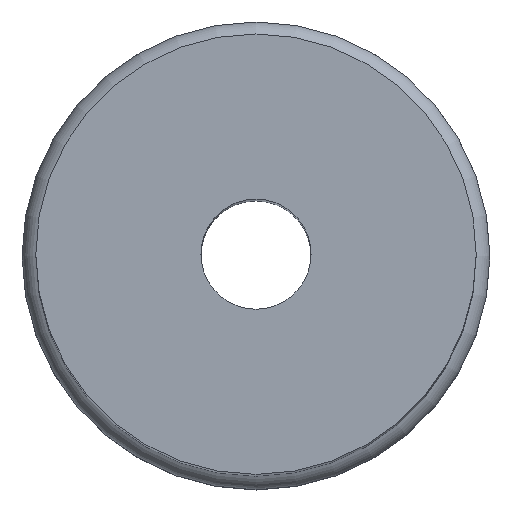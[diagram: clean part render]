
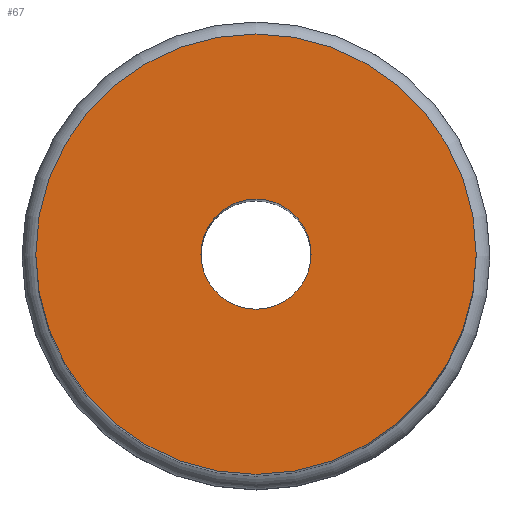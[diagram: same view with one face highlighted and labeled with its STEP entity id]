
A CAD part, top view. The second image highlights one B-rep face of the part: STEP entity #67.
In plain terms, the highlighted planar face has unit normal (0, 0, 1).
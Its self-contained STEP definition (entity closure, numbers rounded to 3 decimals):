
#49=EDGE_CURVE('240[2]',#109,#109,#110,.T.);
#59=EDGE_CURVE('240[2]',#123,#123,#124,.T.);
#67=ADVANCED_FACE('240[2]',(#135,#136),#137,.T.);
#109=VERTEX_POINT('',#179);
#110=CIRCLE('',#180,8.0);
#123=VERTEX_POINT('',#196);
#124=CIRCLE('',#197,2.0);
#135=FACE_OUTER_BOUND('',#211,.T.);
#136=FACE_BOUND('',#212,.T.);
#137=PLANE('',#213);
#179=CARTESIAN_POINT('',(0.,8.0,37.0));
#180=AXIS2_PLACEMENT_3D('',#249,#250,#251);
#196=CARTESIAN_POINT('',(0.,2.0,37.0));
#197=AXIS2_PLACEMENT_3D('',#262,#263,#264);
#211=EDGE_LOOP('',(#275));
#212=EDGE_LOOP('',(#276));
#213=AXIS2_PLACEMENT_3D('',#277,#278,#279);
#249=CARTESIAN_POINT('',(0.,0.,37.0));
#250=DIRECTION('',(0.,0.,-1.0));
#251=DIRECTION('',(0.,1.0,0.));
#262=CARTESIAN_POINT('',(0.,0.,37.0));
#263=DIRECTION('',(0.,0.,-1.0));
#264=DIRECTION('',(0.,1.0,0.));
#275=ORIENTED_EDGE('',*,*,#49,.F.);
#276=ORIENTED_EDGE('',*,*,#59,.T.);
#277=CARTESIAN_POINT('',(0.,5.0,37.0));
#278=DIRECTION('',(0.,0.,1.0));
#279=DIRECTION('',(0.,-1.0,0.));
